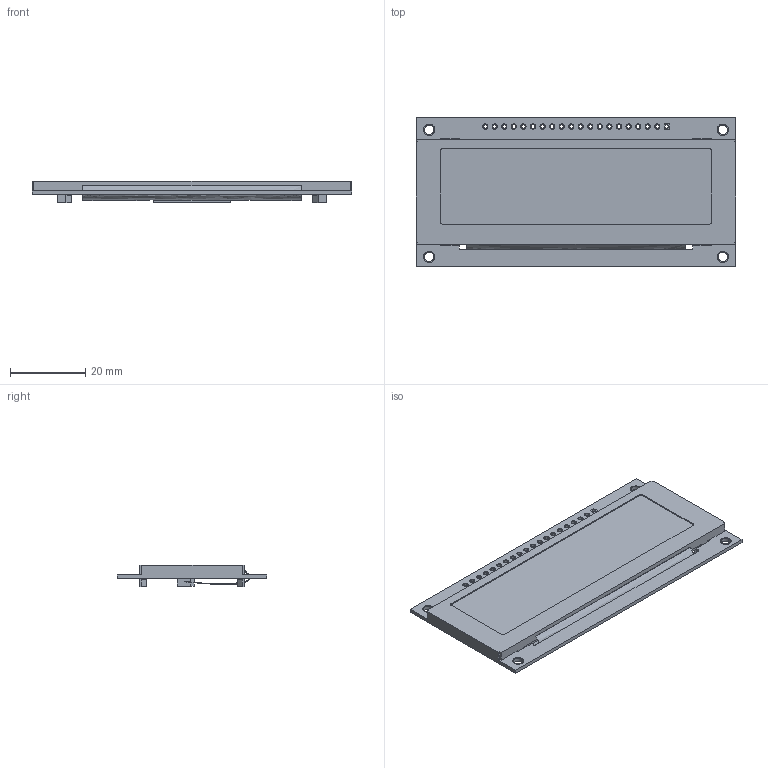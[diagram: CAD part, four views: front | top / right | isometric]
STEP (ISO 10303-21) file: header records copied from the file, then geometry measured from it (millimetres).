
FILE_DESCRIPTION (( 'STEP AP214' ), '1' );
FILE_NAME ('NHD-2.8-25664UCY2.STEP', '2017-06-20T20:47:58', ( '' ), ( '' ), 'SwSTEP 2.0', 'SolidWorks 2015', '' );
FILE_SCHEMA (( 'AUTOMOTIVE_DESIGN' ));
Length unit declared in the file: millimetre
Products named in the file (1): NHD-2.8-25664UCY2
Bounding box: 85 x 39.8 x 5.6 mm (x, y, z)
Volume: 8945.1 mm3; surface area: 9786.9 mm2
Topology: 3 solids, 3 shells, 327 faces, 801 edges, 528 vertices
Faces by surface type: plane 163, cylinder 162, bspline 2
Entity records: 13380 total; most frequent: CARTESIAN_POINT 1831, DIRECTION 1757, ORIENTED_EDGE 1602, EDGE_CURVE 801, AXIS2_PLACEMENT_3D 650, VERTEX_POINT 528, VECTOR 457, LINE 457
